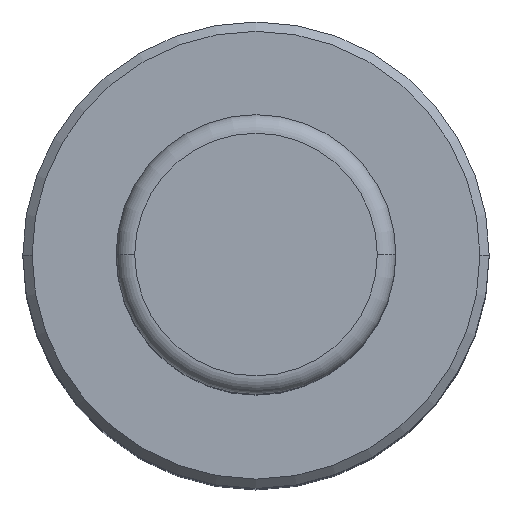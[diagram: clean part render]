
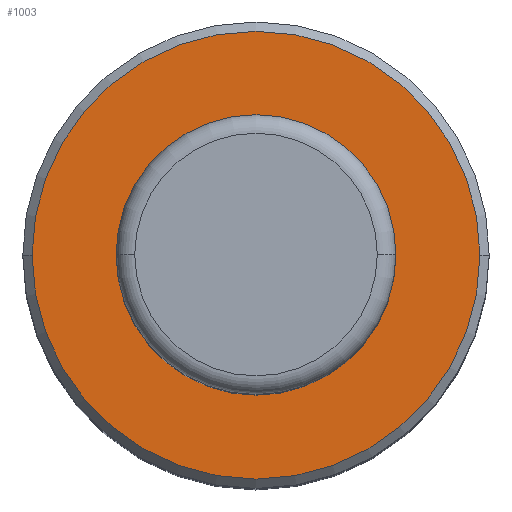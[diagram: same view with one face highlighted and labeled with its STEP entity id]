
A CAD part, top view. The second image highlights one B-rep face of the part: STEP entity #1003.
In plain terms, the highlighted planar face has unit normal (0, 0, 1).
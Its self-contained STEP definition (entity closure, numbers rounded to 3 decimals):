
#3 = AXIS2_PLACEMENT_3D ( 'NONE', #892, #542, #895 ) ;
#30 = EDGE_CURVE ( 'NONE', #316, #158, #53, .T. ) ;
#38 = EDGE_CURVE ( 'NONE', #620, #905, #438, .T. ) ;
#53 = CIRCLE ( 'NONE', #3, 7.5 ) ;
#56 = AXIS2_PLACEMENT_3D ( 'NONE', #103, #599, #688 ) ;
#103 = CARTESIAN_POINT ( 'NONE',  ( -7.5, 0., 48. ) ) ;
#115 = ORIENTED_EDGE ( 'NONE', *, *, #753, .T. ) ;
#127 = AXIS2_PLACEMENT_3D ( 'NONE', #623, #721, #1050 ) ;
#145 = CARTESIAN_POINT ( 'NONE',  ( -12., 0., 48. ) ) ;
#154 = CARTESIAN_POINT ( 'NONE',  ( -7.5, 0., 48. ) ) ;
#158 = VERTEX_POINT ( 'NONE', #991 ) ;
#170 = ORIENTED_EDGE ( 'NONE', *, *, #338, .T. ) ;
#181 = DIRECTION ( 'NONE',  ( 0., 0., 1. ) ) ;
#186 = AXIS2_PLACEMENT_3D ( 'NONE', #296, #589, #327 ) ;
#262 = AXIS2_PLACEMENT_3D ( 'NONE', #444, #181, #1031 ) ;
#296 = CARTESIAN_POINT ( 'NONE',  ( 0., 0., 48. ) ) ;
#316 = VERTEX_POINT ( 'NONE', #154 ) ;
#327 = DIRECTION ( 'NONE',  ( -1., 0., 0. ) ) ;
#338 = EDGE_CURVE ( 'NONE', #905, #620, #814, .T. ) ;
#425 = PLANE ( 'NONE',  #56 ) ;
#438 = CIRCLE ( 'NONE', #127, 12. ) ;
#444 = CARTESIAN_POINT ( 'NONE',  ( 0., 0., 48. ) ) ;
#445 = CARTESIAN_POINT ( 'NONE',  ( 12., 0., 48. ) ) ;
#542 = DIRECTION ( 'NONE',  ( 0., 0., -1. ) ) ;
#583 = EDGE_LOOP ( 'NONE', ( #976, #170 ) ) ;
#589 = DIRECTION ( 'NONE',  ( 0., 0., -1. ) ) ;
#599 = DIRECTION ( 'NONE',  ( 0., 0., 1. ) ) ;
#615 = ORIENTED_EDGE ( 'NONE', *, *, #30, .T. ) ;
#620 = VERTEX_POINT ( 'NONE', #145 ) ;
#623 = CARTESIAN_POINT ( 'NONE',  ( 0., 0., 48. ) ) ;
#688 = DIRECTION ( 'NONE',  ( 1., 0., 0. ) ) ;
#698 = CIRCLE ( 'NONE', #186, 7.5 ) ;
#721 = DIRECTION ( 'NONE',  ( 0., 0., 1. ) ) ;
#753 = EDGE_CURVE ( 'NONE', #158, #316, #698, .T. ) ;
#814 = CIRCLE ( 'NONE', #262, 12. ) ;
#833 = FACE_BOUND ( 'NONE', #1099, .T. ) ;
#854 = FACE_OUTER_BOUND ( 'NONE', #583, .T. ) ;
#892 = CARTESIAN_POINT ( 'NONE',  ( 0., 0., 48. ) ) ;
#895 = DIRECTION ( 'NONE',  ( -1., 0., 0. ) ) ;
#905 = VERTEX_POINT ( 'NONE', #445 ) ;
#976 = ORIENTED_EDGE ( 'NONE', *, *, #38, .T. ) ;
#991 = CARTESIAN_POINT ( 'NONE',  ( 7.5, 0., 48. ) ) ;
#1003 = ADVANCED_FACE ( 'NONE', ( #854, #833 ), #425, .T. ) ;
#1031 = DIRECTION ( 'NONE',  ( 1., 0., 0. ) ) ;
#1050 = DIRECTION ( 'NONE',  ( 1., 0., 0. ) ) ;
#1099 = EDGE_LOOP ( 'NONE', ( #615, #115 ) ) ;
